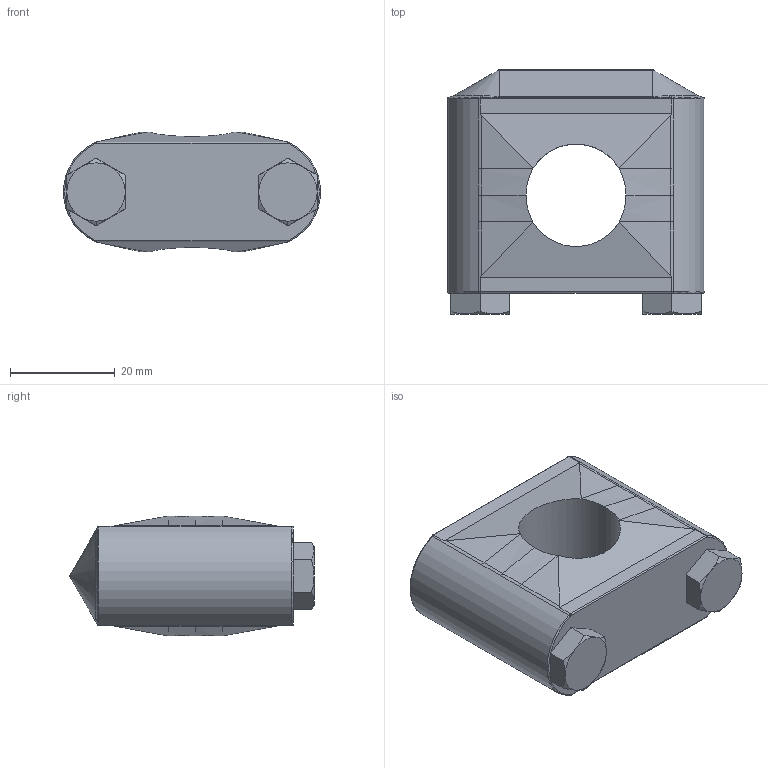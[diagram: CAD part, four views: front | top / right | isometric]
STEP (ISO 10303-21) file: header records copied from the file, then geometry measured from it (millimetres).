
FILE_DESCRIPTION (( 'STEP AP214' ), '1' );
FILE_NAME ('CSDBM0.75T304ZP.STEP', '2023-05-26T16:44:18', ( '' ), ( '' ), 'SwSTEP 2.0', 'SolidWorks 2018', '' );
FILE_SCHEMA (( 'AUTOMOTIVE_DESIGN' ));
Length unit declared in the file: inch
Products named in the file (1): CSDBM0.75T304ZP
Bounding box: 48.94 x 46.51 x 22.86 mm (x, y, z)
Volume: 30716.6 mm3; surface area: 7433.7 mm2
Topology: 1 solids, 1 shells, 116 faces, 278 edges, 162 vertices
Faces by surface type: plane 41, bspline 26, cylinder 19, cone 16, torus 12, sphere 2
Entity records: 4206 total; most frequent: CARTESIAN_POINT 1797, ORIENTED_EDGE 556, DIRECTION 404, EDGE_CURVE 278, VERTEX_POINT 162, AXIS2_PLACEMENT_3D 151, EDGE_LOOP 116, FACE_OUTER_BOUND 116
